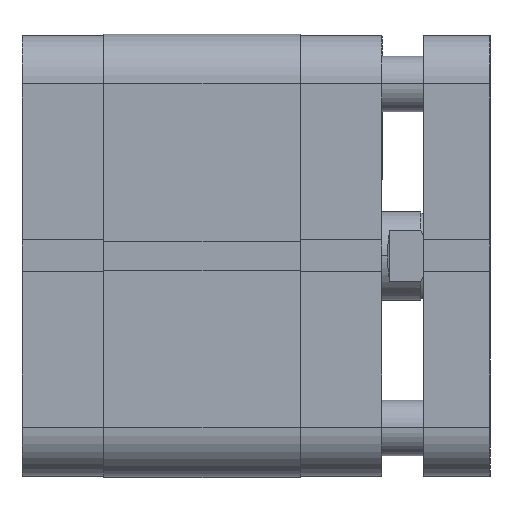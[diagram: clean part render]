
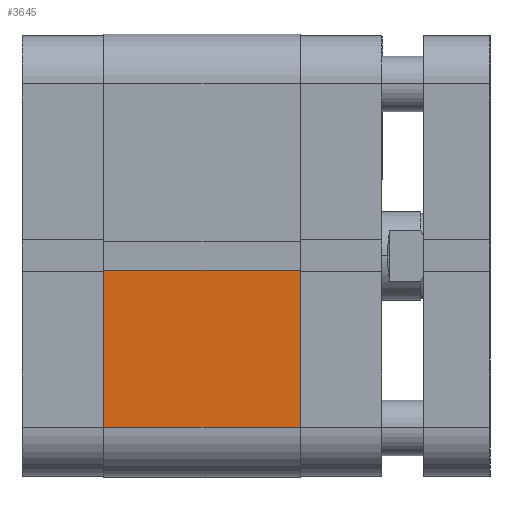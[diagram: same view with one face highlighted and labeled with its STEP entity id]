
A CAD part, top view. The second image highlights one B-rep face of the part: STEP entity #3645.
In plain terms, the highlighted face is planar.
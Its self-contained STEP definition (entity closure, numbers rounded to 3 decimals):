
#422 = VERTEX_POINT ( 'NONE', #7129 ) ;
#423 = VERTEX_POINT ( 'NONE', #7130 ) ;
#424 = VERTEX_POINT ( 'NONE', #7131 ) ;
#425 = VERTEX_POINT ( 'NONE', #7132 ) ;
#560 = EDGE_LOOP ( 'NONE', ( #8277, #8286, #8262, #8281 ) ) ;
#1508 = CARTESIAN_POINT ( 'NONE',  ( 40., -88.141, 0. ) ) ;
#1516 = DIRECTION ( 'NONE',  ( 0., -1., 0. ) ) ;
#1594 = CARTESIAN_POINT ( 'NONE',  ( 40., -2.6, 35.5 ) ) ;
#1595 = DIRECTION ( 'NONE',  ( 0., 0., -1. ) ) ;
#1895 = CARTESIAN_POINT ( 'NONE',  ( 40., -88.141, 35.5 ) ) ;
#1896 = DIRECTION ( 'NONE',  ( 0., -1., 0. ) ) ;
#1929 = CARTESIAN_POINT ( 'NONE',  ( 40., -31., 35.5 ) ) ;
#1930 = DIRECTION ( 'NONE',  ( 0., 0., -1. ) ) ;
#2446 = VECTOR ( 'NONE', #1516, 1000. ) ;
#2455 = LINE ( 'NONE', #1508, #2446 ) ;
#2512 = LINE ( 'NONE', #1594, #2513 ) ;
#2513 = VECTOR ( 'NONE', #1595, 1000. ) ;
#2708 = LINE ( 'NONE', #1895, #2709 ) ;
#2709 = VECTOR ( 'NONE', #1896, 1000. ) ;
#2726 = LINE ( 'NONE', #1929, #2727 ) ;
#2727 = VECTOR ( 'NONE', #1930, 1000. ) ;
#3645 = ADVANCED_FACE ( 'NONE', ( #6595 ), #8042, .T. ) ;
#3805 = EDGE_CURVE ( 'NONE', #423, #425, #2455, .T. ) ;
#3839 = EDGE_CURVE ( 'NONE', #422, #423, #2512, .T. ) ;
#3964 = EDGE_CURVE ( 'NONE', #422, #424, #2708, .T. ) ;
#3976 = EDGE_CURVE ( 'NONE', #424, #425, #2726, .T. ) ;
#4983 = AXIS2_PLACEMENT_3D ( 'NONE', #8041, #8044, #8045 ) ;
#6595 = FACE_OUTER_BOUND ( 'NONE', #560, .T. ) ;
#7129 = CARTESIAN_POINT ( 'NONE',  ( 40., -2.6, 35.5 ) ) ;
#7130 = CARTESIAN_POINT ( 'NONE',  ( 40., -2.6, 0. ) ) ;
#7131 = CARTESIAN_POINT ( 'NONE',  ( 40., -31., 35.5 ) ) ;
#7132 = CARTESIAN_POINT ( 'NONE',  ( 40., -31., 0. ) ) ;
#8041 = CARTESIAN_POINT ( 'NONE',  ( 40., -88.141, 35.5 ) ) ;
#8042 = PLANE ( 'NONE',  #4983 ) ;
#8044 = DIRECTION ( 'NONE',  ( 1., 0., 0. ) ) ;
#8045 = DIRECTION ( 'NONE',  ( 0., 0., -1. ) ) ;
#8262 = ORIENTED_EDGE ( 'NONE', *, *, #3964, .T. ) ;
#8277 = ORIENTED_EDGE ( 'NONE', *, *, #3805, .F. ) ;
#8281 = ORIENTED_EDGE ( 'NONE', *, *, #3976, .T. ) ;
#8286 = ORIENTED_EDGE ( 'NONE', *, *, #3839, .F. ) ;
